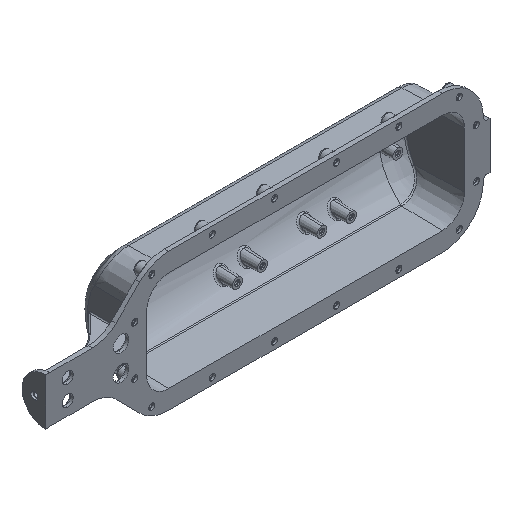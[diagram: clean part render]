
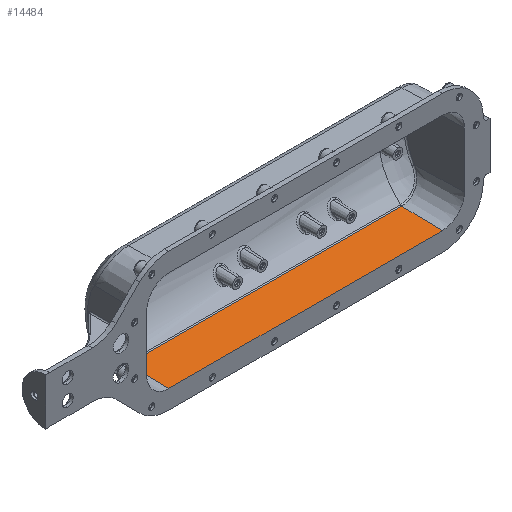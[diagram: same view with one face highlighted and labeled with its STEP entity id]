
A CAD part, isometric view. The second image highlights one B-rep face of the part: STEP entity #14484.
In plain terms, the highlighted planar face has unit normal (0, -0.026, 1).
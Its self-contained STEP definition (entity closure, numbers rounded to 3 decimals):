
#2245 = LINE ( 'NONE', #32699, #8169 ) ;
#3973 = VECTOR ( 'NONE', #9888, 1000. ) ;
#5340 = ORIENTED_EDGE ( 'NONE', *, *, #21834, .T. ) ;
#6912 = EDGE_CURVE ( 'NONE', #14691, #34196, #27109, .T. ) ;
#8169 = VECTOR ( 'NONE', #35655, 1000. ) ;
#8596 = DIRECTION ( 'NONE',  ( 0., 0.026, -1. ) ) ;
#9629 = EDGE_LOOP ( 'NONE', ( #9670, #34053, #25143, #5340 ) ) ;
#9670 = ORIENTED_EDGE ( 'NONE', *, *, #6912, .T. ) ;
#9888 = DIRECTION ( 'NONE',  ( 1., 0., 0. ) ) ;
#11074 = EDGE_CURVE ( 'NONE', #36445, #34196, #25532, .T. ) ;
#12419 = CARTESIAN_POINT ( 'NONE',  ( 61.5, 0., -22.5 ) ) ;
#14484 = ADVANCED_FACE ( 'NONE', ( #22977 ), #31626, .F. ) ;
#14691 = VERTEX_POINT ( 'NONE', #36753 ) ;
#15456 = CARTESIAN_POINT ( 'NONE',  ( 61.5, 0., -22.5 ) ) ;
#15475 = CARTESIAN_POINT ( 'NONE',  ( -61.5, 0., -22.5 ) ) ;
#17253 = VECTOR ( 'NONE', #27205, 1000. ) ;
#21409 = CARTESIAN_POINT ( 'NONE',  ( -61.5, 0., -22.5 ) ) ;
#21834 = EDGE_CURVE ( 'NONE', #23279, #14691, #26805, .T. ) ;
#22273 = EDGE_CURVE ( 'NONE', #36445, #23279, #2245, .T. ) ;
#22977 = FACE_OUTER_BOUND ( 'NONE', #9629, .T. ) ;
#23019 = CARTESIAN_POINT ( 'NONE',  ( -61.5, 0., -22.5 ) ) ;
#23279 = VERTEX_POINT ( 'NONE', #26331 ) ;
#24500 = DIRECTION ( 'NONE',  ( 0., -1., -0.026 ) ) ;
#24605 = VECTOR ( 'NONE', #24500, 1000. ) ;
#25143 = ORIENTED_EDGE ( 'NONE', *, *, #22273, .T. ) ;
#25532 = LINE ( 'NONE', #15456, #24605 ) ;
#26315 = AXIS2_PLACEMENT_3D ( 'NONE', #23019, #8596, #28921 ) ;
#26331 = CARTESIAN_POINT ( 'NONE',  ( -61.5, 18.137, -22.025 ) ) ;
#26805 = LINE ( 'NONE', #15475, #17253 ) ;
#27109 = LINE ( 'NONE', #21409, #3973 ) ;
#27205 = DIRECTION ( 'NONE',  ( 0., -1., -0.026 ) ) ;
#28921 = DIRECTION ( 'NONE',  ( 0., 1., 0.026 ) ) ;
#30368 = CARTESIAN_POINT ( 'NONE',  ( 61.5, 18.137, -22.025 ) ) ;
#31626 = PLANE ( 'NONE',  #26315 ) ;
#32699 = CARTESIAN_POINT ( 'NONE',  ( -61.5, 18.137, -22.025 ) ) ;
#34053 = ORIENTED_EDGE ( 'NONE', *, *, #11074, .F. ) ;
#34196 = VERTEX_POINT ( 'NONE', #12419 ) ;
#35655 = DIRECTION ( 'NONE',  ( -1., 0., 0. ) ) ;
#36445 = VERTEX_POINT ( 'NONE', #30368 ) ;
#36753 = CARTESIAN_POINT ( 'NONE',  ( -61.5, 0., -22.5 ) ) ;
